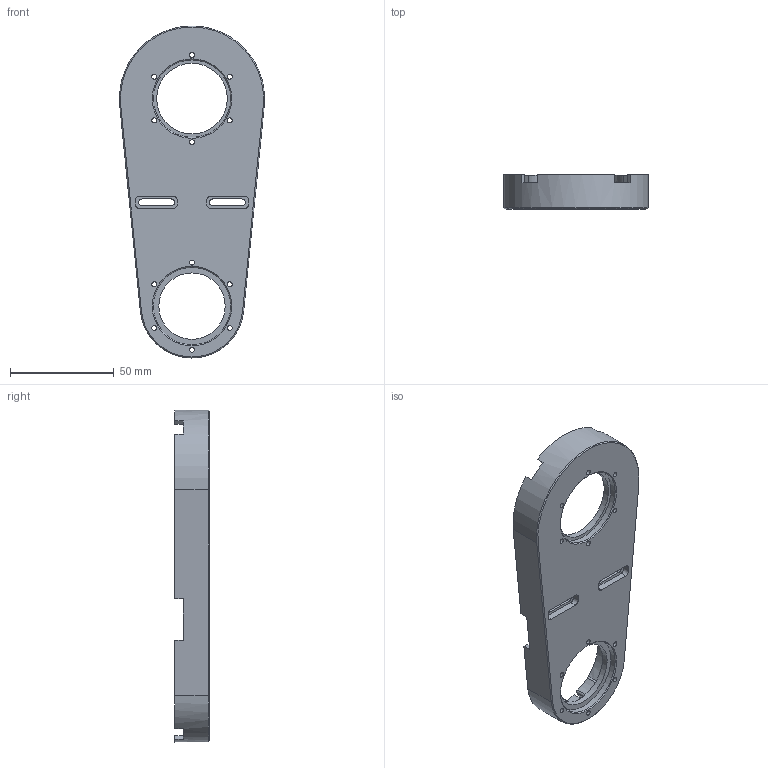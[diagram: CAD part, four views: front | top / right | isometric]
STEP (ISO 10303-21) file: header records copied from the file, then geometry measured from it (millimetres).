
FILE_DESCRIPTION(/* description */ (''),/* implementation_level */ '2;1');
FILE_NAME(/* name */ 'J1_ARM.stp',/* time_stamp */ '2022-07-20T21:20:36+09:00',/* author */ (''),/* organization */ (''),/* preprocessor_version */ 'ST-DEVELOPER v16.7',/* originating_system */ '',/* authorisation */ '');
FILE_SCHEMA (('AUTOMOTIVE_DESIGN { 1 0 10303 214 3 1 1 1 }'));
Length unit declared in the file: millimetre
Products named in the file (1): J1_ARM
Bounding box: 69.85 x 16.5 x 160 mm (x, y, z)
Volume: 37578.9 mm3; surface area: 29985.4 mm2
Topology: 1 solids, 1 shells, 167 faces, 502 edges, 373 vertices
Faces by surface type: plane 85, cylinder 78, cone 4
Full cylindrical faces by diameter (mm): 2.4 x20, 32 x1, 34 x1, 37.3 x2, 50 x1
Entity records: 5568 total; most frequent: DIRECTION 984, CARTESIAN_POINT 925, ORIENTED_EDGE 850, EDGE_CURVE 425, AXIS2_PLACEMENT_3D 360, VERTEX_POINT 299, LINE 264, VECTOR 264
